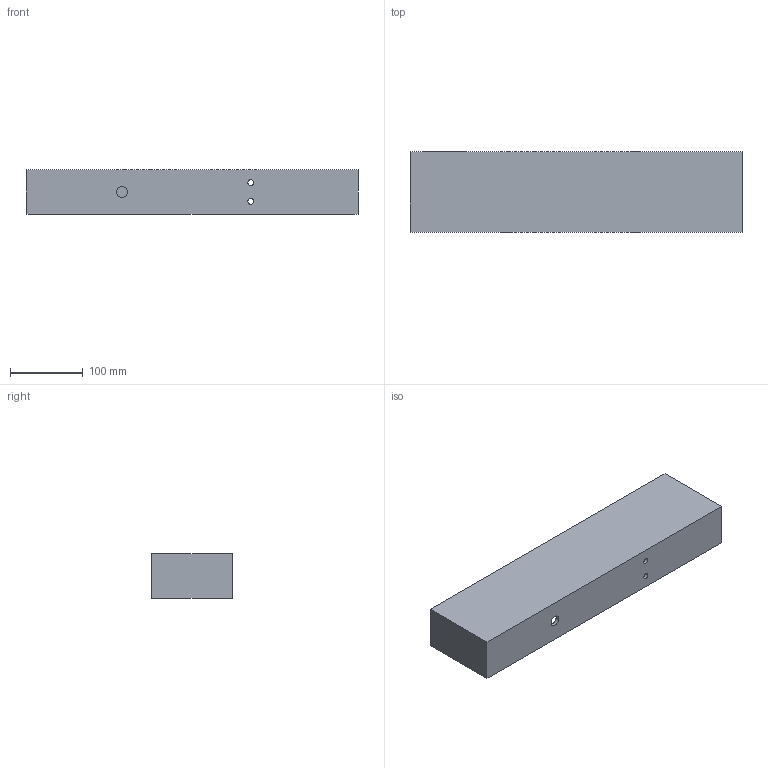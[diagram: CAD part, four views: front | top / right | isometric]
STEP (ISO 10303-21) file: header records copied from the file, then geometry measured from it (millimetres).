
FILE_DESCRIPTION(/* description */ (''),/* implementation_level */ '2;1');
FILE_NAME(/* name */ 'power box.step',/* time_stamp */ '2025-10-11T23:57:09+08:00',/* author */ (''),/* organization */ (''),/* preprocessor_version */ 'ST-DEVELOPER v20.1',/* originating_system */ 'Autodesk Translation Framework v14.17.0.0',/* authorisation */ '');
FILE_SCHEMA (('AUTOMOTIVE_DESIGN { 1 0 10303 214 3 1 1 }'));
Length unit declared in the file: millimetre
Products named in the file (1): power box
Bounding box: 455 x 110 x 61 mm (x, y, z)
Volume: 550944 mm3; surface area: 227744.7 mm2
Topology: 1 solids, 1 shells, 22 faces, 57 edges, 38 vertices
Faces by surface type: plane 15, cylinder 7
Full cylindrical faces by diameter (mm): 3.8 x2, 8 x4, 15 x1
Entity records: 747 total; most frequent: CARTESIAN_POINT 118, DIRECTION 117, ORIENTED_EDGE 114, EDGE_CURVE 57, LINE 43, VECTOR 43, EDGE_LOOP 39, VERTEX_POINT 38
